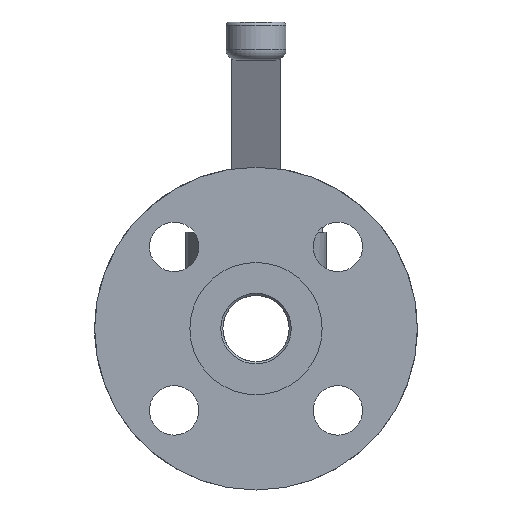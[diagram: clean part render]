
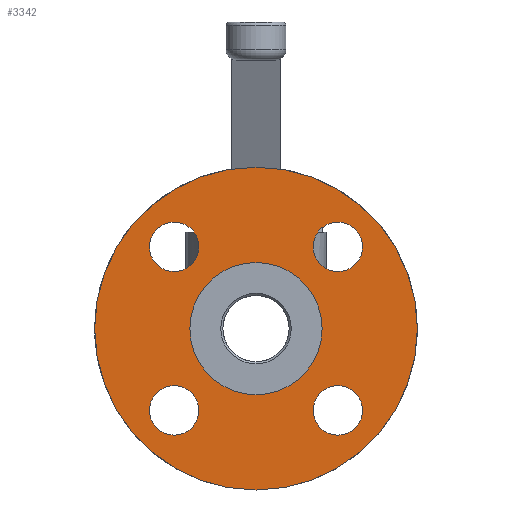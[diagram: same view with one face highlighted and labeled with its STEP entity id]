
A CAD part, front view. The second image highlights one B-rep face of the part: STEP entity #3342.
In plain terms, the highlighted planar face has unit normal (0, -1, 0).
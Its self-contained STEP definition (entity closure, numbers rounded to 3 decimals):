
#1457=CARTESIAN_POINT('',(-31.431,-100.46,21.931));
#1458=VERTEX_POINT('',#1457);
#1459=CARTESIAN_POINT('',(-31.431,-100.46,31.431));
#1460=DIRECTION('',(0.0,1.0,0.0));
#1461=DIRECTION('',(0.0,0.0,1.0));
#1462=AXIS2_PLACEMENT_3D('',#1459,#1460,#1461);
#1463=CIRCLE('',#1462,9.5);
#1464=EDGE_CURVE('',#1458,#1458,#1463,.T.);
#1485=CARTESIAN_POINT('',(-21.931,-100.46,-31.431));
#1486=VERTEX_POINT('',#1485);
#1487=CARTESIAN_POINT('',(-31.431,-100.46,-31.431));
#1488=DIRECTION('',(0.0,1.0,0.0));
#1489=DIRECTION('',(-1.0,0.0,0.0));
#1490=AXIS2_PLACEMENT_3D('',#1487,#1488,#1489);
#1491=CIRCLE('',#1490,9.5);
#1492=EDGE_CURVE('',#1486,#1486,#1491,.T.);
#1513=CARTESIAN_POINT('',(31.431,-100.46,-21.931));
#1514=VERTEX_POINT('',#1513);
#1515=CARTESIAN_POINT('',(31.431,-100.46,-31.431));
#1516=DIRECTION('',(0.0,1.0,0.0));
#1517=DIRECTION('',(0.0,0.0,-1.0));
#1518=AXIS2_PLACEMENT_3D('',#1515,#1516,#1517);
#1519=CIRCLE('',#1518,9.5);
#1520=EDGE_CURVE('',#1514,#1514,#1519,.T.);
#1541=CARTESIAN_POINT('',(21.931,-100.46,31.431));
#1542=VERTEX_POINT('',#1541);
#1543=CARTESIAN_POINT('',(31.431,-100.46,31.431));
#1544=DIRECTION('',(0.0,1.0,0.0));
#1545=DIRECTION('',(1.0,0.0,0.0));
#1546=AXIS2_PLACEMENT_3D('',#1543,#1544,#1545);
#1547=CIRCLE('',#1546,9.5);
#1548=EDGE_CURVE('',#1542,#1542,#1547,.T.);
#3296=CARTESIAN_POINT('',(0.0,-100.46,-62.));
#3297=VERTEX_POINT('',#3296);
#3298=CARTESIAN_POINT('',(0.0,-100.46,0.0));
#3299=DIRECTION('',(0.0,-1.0,0.0));
#3300=DIRECTION('',(0.0,0.0,-1.0));
#3301=AXIS2_PLACEMENT_3D('',#3298,#3299,#3300);
#3302=CIRCLE('',#3301,62.);
#3303=EDGE_CURVE('',#3297,#3297,#3302,.T.);
#3311=CARTESIAN_POINT('',(0.0,-100.46,-43.7));
#3312=DIRECTION('',(0.0,-1.0,0.0));
#3313=DIRECTION('',(0.0,0.0,-1.0));
#3314=AXIS2_PLACEMENT_3D('',#3311,#3312,#3313);
#3315=PLANE('',#3314);
#3316=ORIENTED_EDGE('',*,*,#3303,.T.);
#3317=EDGE_LOOP('',(#3316));
#3318=FACE_OUTER_BOUND('',#3317,.T.);
#3319=ORIENTED_EDGE('',*,*,#1464,.T.);
#3320=EDGE_LOOP('',(#3319));
#3321=FACE_BOUND('',#3320,.T.);
#3322=ORIENTED_EDGE('',*,*,#1492,.T.);
#3323=EDGE_LOOP('',(#3322));
#3324=FACE_BOUND('',#3323,.T.);
#3325=ORIENTED_EDGE('',*,*,#1520,.T.);
#3326=EDGE_LOOP('',(#3325));
#3327=FACE_BOUND('',#3326,.T.);
#3328=ORIENTED_EDGE('',*,*,#1548,.T.);
#3329=EDGE_LOOP('',(#3328));
#3330=FACE_BOUND('',#3329,.T.);
#3331=CARTESIAN_POINT('',(0.0,-100.46,-25.4));
#3332=VERTEX_POINT('',#3331);
#3333=CARTESIAN_POINT('',(0.0,-100.46,0.0));
#3334=DIRECTION('',(0.0,-1.0,0.0));
#3335=DIRECTION('',(0.0,0.0,-1.0));
#3336=AXIS2_PLACEMENT_3D('',#3333,#3334,#3335);
#3337=CIRCLE('',#3336,25.4);
#3338=EDGE_CURVE('',#3332,#3332,#3337,.T.);
#3339=ORIENTED_EDGE('',*,*,#3338,.F.);
#3340=EDGE_LOOP('',(#3339));
#3341=FACE_BOUND('',#3340,.T.);
#3342=ADVANCED_FACE('',(#3318,#3321,#3324,#3327,#3330,#3341),#3315,.T.);
